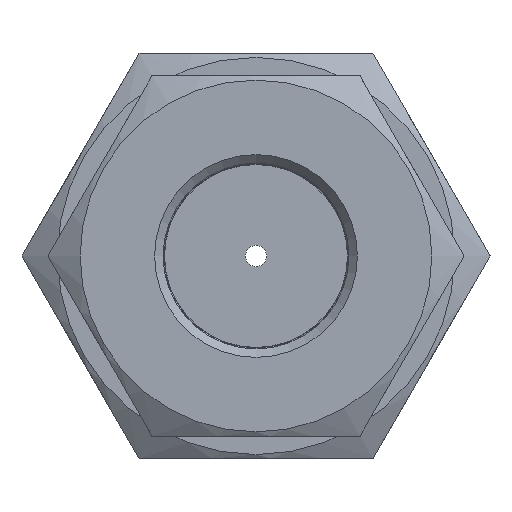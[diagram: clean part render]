
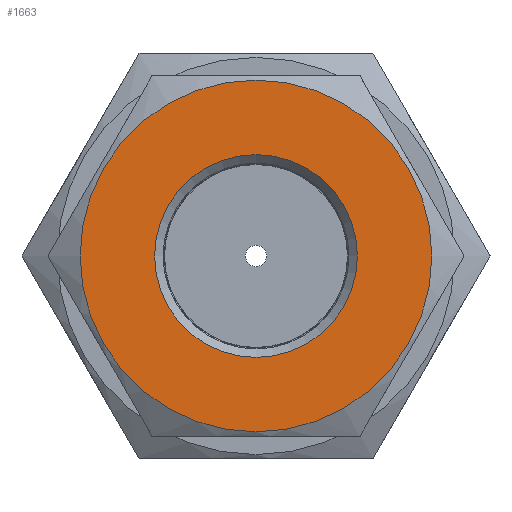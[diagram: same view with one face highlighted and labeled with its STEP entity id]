
A CAD part, left-side view. The second image highlights one B-rep face of the part: STEP entity #1663.
In plain terms, the highlighted planar face has unit normal (-1, 0, 0).
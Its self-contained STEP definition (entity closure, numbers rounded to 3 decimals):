
#1401=CARTESIAN_POINT('',(-10.931,-1.787,-3.096));
#1402=VERTEX_POINT('',#1401);
#1403=CARTESIAN_POINT('',(-10.931,0.,0.));
#1404=DIRECTION('',(-1.0,0.,0.));
#1405=DIRECTION('',(0.,0.5,0.866));
#1406=AXIS2_PLACEMENT_3D('',#1403,#1404,#1405);
#1407=CIRCLE('',#1406,3.575);
#1408=EDGE_CURVE('',#1402,#1402,#1407,.T.);
#1644=CARTESIAN_POINT('',(-10.931,1.55,2.685));
#1645=DIRECTION('',(-1.0,0.0,0.0));
#1646=DIRECTION('',(0.0,-0.866,0.5));
#1647=AXIS2_PLACEMENT_3D('',#1644,#1645,#1646);
#1648=PLANE('',#1647);
#1649=CARTESIAN_POINT('',(-10.931,3.1,5.369));
#1650=VERTEX_POINT('',#1649);
#1651=CARTESIAN_POINT('',(-10.931,0.,0.));
#1652=DIRECTION('',(1.0,0.,0.));
#1653=DIRECTION('',(0.,0.5,0.866));
#1654=AXIS2_PLACEMENT_3D('',#1651,#1652,#1653);
#1655=CIRCLE('',#1654,6.2);
#1656=EDGE_CURVE('',#1650,#1650,#1655,.T.);
#1657=ORIENTED_EDGE('',*,*,#1656,.F.);
#1658=EDGE_LOOP('',(#1657));
#1659=FACE_OUTER_BOUND('',#1658,.T.);
#1660=ORIENTED_EDGE('',*,*,#1408,.F.);
#1661=EDGE_LOOP('',(#1660));
#1662=FACE_BOUND('',#1661,.T.);
#1663=ADVANCED_FACE('',(#1659,#1662),#1648,.T.);
